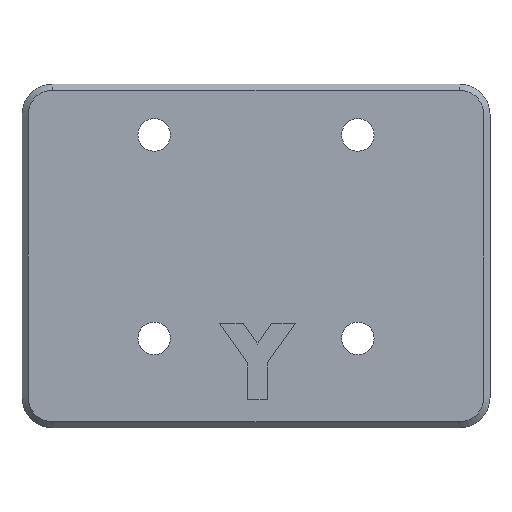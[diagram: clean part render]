
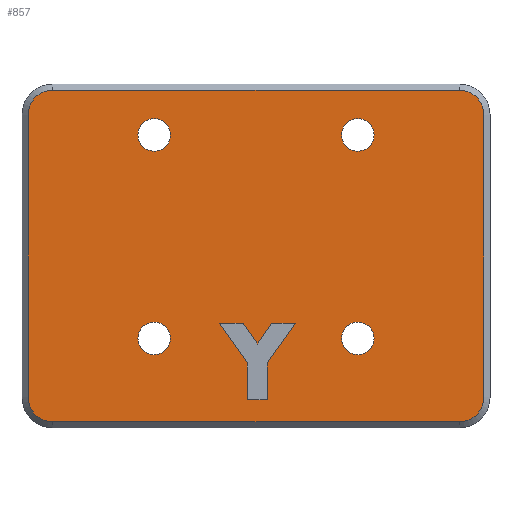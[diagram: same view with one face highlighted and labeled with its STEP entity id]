
A CAD part, front view. The second image highlights one B-rep face of the part: STEP entity #857.
In plain terms, the highlighted planar face has unit normal (0, -1, 0).
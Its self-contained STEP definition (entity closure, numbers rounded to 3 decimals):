
#31=FACE_BOUND('',#180,.T.);
#32=FACE_BOUND('',#181,.T.);
#33=FACE_BOUND('',#182,.T.);
#34=FACE_BOUND('',#183,.T.);
#35=FACE_BOUND('',#184,.T.);
#61=CIRCLE('',#934,2.4);
#63=CIRCLE('',#938,2.4);
#65=CIRCLE('',#942,2.4);
#67=CIRCLE('',#946,2.4);
#70=CIRCLE('',#954,1.6);
#71=CIRCLE('',#955,1.6);
#72=CIRCLE('',#956,1.6);
#73=CIRCLE('',#957,1.6);
#123=FACE_OUTER_BOUND('',#179,.T.);
#179=EDGE_LOOP('',(#705,#706,#707,#708,#709,#710,#711,#712));
#180=EDGE_LOOP('',(#713,#714,#715,#716,#717,#718,#719,#720,#721));
#181=EDGE_LOOP('',(#722));
#182=EDGE_LOOP('',(#723));
#183=EDGE_LOOP('',(#724));
#184=EDGE_LOOP('',(#725));
#209=LINE('',#1253,#288);
#213=LINE('',#1261,#292);
#216=LINE('',#1267,#295);
#219=LINE('',#1273,#298);
#222=LINE('',#1279,#301);
#225=LINE('',#1285,#304);
#228=LINE('',#1291,#307);
#231=LINE('',#1297,#310);
#234=LINE('',#1302,#313);
#249=LINE('',#1375,#328);
#254=LINE('',#1389,#333);
#259=LINE('',#1402,#338);
#262=LINE('',#1413,#341);
#288=VECTOR('',#988,10.);
#292=VECTOR('',#994,10.);
#295=VECTOR('',#999,10.);
#298=VECTOR('',#1004,10.);
#301=VECTOR('',#1009,10.);
#304=VECTOR('',#1014,10.);
#307=VECTOR('',#1019,10.);
#310=VECTOR('',#1024,10.);
#313=VECTOR('',#1029,10.);
#328=VECTOR('',#1106,10.);
#333=VECTOR('',#1119,10.);
#338=VECTOR('',#1132,10.);
#341=VECTOR('',#1143,10.);
#367=VERTEX_POINT('',#1251);
#368=VERTEX_POINT('',#1252);
#371=VERTEX_POINT('',#1260);
#373=VERTEX_POINT('',#1266);
#375=VERTEX_POINT('',#1272);
#377=VERTEX_POINT('',#1278);
#379=VERTEX_POINT('',#1284);
#381=VERTEX_POINT('',#1290);
#383=VERTEX_POINT('',#1296);
#410=VERTEX_POINT('',#1372);
#411=VERTEX_POINT('',#1374);
#414=VERTEX_POINT('',#1382);
#416=VERTEX_POINT('',#1387);
#418=VERTEX_POINT('',#1394);
#420=VERTEX_POINT('',#1400);
#422=VERTEX_POINT('',#1406);
#424=VERTEX_POINT('',#1411);
#430=VERTEX_POINT('',#1437);
#431=VERTEX_POINT('',#1439);
#432=VERTEX_POINT('',#1441);
#433=VERTEX_POINT('',#1443);
#441=EDGE_CURVE('',#367,#368,#209,.T.);
#445=EDGE_CURVE('',#371,#367,#213,.T.);
#448=EDGE_CURVE('',#373,#371,#216,.T.);
#451=EDGE_CURVE('',#375,#373,#219,.T.);
#454=EDGE_CURVE('',#377,#375,#222,.T.);
#457=EDGE_CURVE('',#379,#377,#225,.T.);
#460=EDGE_CURVE('',#381,#379,#228,.T.);
#463=EDGE_CURVE('',#383,#381,#231,.T.);
#466=EDGE_CURVE('',#368,#383,#234,.T.);
#501=EDGE_CURVE('',#410,#411,#249,.T.);
#506=EDGE_CURVE('',#414,#410,#61,.T.);
#508=EDGE_CURVE('',#416,#414,#254,.T.);
#512=EDGE_CURVE('',#418,#416,#63,.T.);
#515=EDGE_CURVE('',#420,#418,#259,.T.);
#518=EDGE_CURVE('',#422,#420,#65,.T.);
#520=EDGE_CURVE('',#424,#422,#262,.T.);
#523=EDGE_CURVE('',#411,#424,#67,.T.);
#533=EDGE_CURVE('',#430,#430,#70,.T.);
#534=EDGE_CURVE('',#431,#431,#71,.T.);
#535=EDGE_CURVE('',#432,#432,#72,.T.);
#536=EDGE_CURVE('',#433,#433,#73,.T.);
#705=ORIENTED_EDGE('',*,*,#501,.F.);
#706=ORIENTED_EDGE('',*,*,#506,.F.);
#707=ORIENTED_EDGE('',*,*,#508,.F.);
#708=ORIENTED_EDGE('',*,*,#512,.F.);
#709=ORIENTED_EDGE('',*,*,#515,.F.);
#710=ORIENTED_EDGE('',*,*,#518,.F.);
#711=ORIENTED_EDGE('',*,*,#520,.F.);
#712=ORIENTED_EDGE('',*,*,#523,.F.);
#713=ORIENTED_EDGE('',*,*,#441,.T.);
#714=ORIENTED_EDGE('',*,*,#466,.T.);
#715=ORIENTED_EDGE('',*,*,#463,.T.);
#716=ORIENTED_EDGE('',*,*,#460,.T.);
#717=ORIENTED_EDGE('',*,*,#457,.T.);
#718=ORIENTED_EDGE('',*,*,#454,.T.);
#719=ORIENTED_EDGE('',*,*,#451,.T.);
#720=ORIENTED_EDGE('',*,*,#448,.T.);
#721=ORIENTED_EDGE('',*,*,#445,.T.);
#722=ORIENTED_EDGE('',*,*,#533,.T.);
#723=ORIENTED_EDGE('',*,*,#534,.T.);
#724=ORIENTED_EDGE('',*,*,#535,.T.);
#725=ORIENTED_EDGE('',*,*,#536,.T.);
#815=PLANE('',#953);
#857=ADVANCED_FACE('',(#123,#31,#32,#33,#34,#35),#815,.F.);
#934=AXIS2_PLACEMENT_3D('',#1384,#1114,#1115);
#938=AXIS2_PLACEMENT_3D('',#1396,#1126,#1127);
#942=AXIS2_PLACEMENT_3D('',#1408,#1138,#1139);
#946=AXIS2_PLACEMENT_3D('',#1417,#1149,#1150);
#953=AXIS2_PLACEMENT_3D('',#1436,#1170,#1171);
#954=AXIS2_PLACEMENT_3D('',#1438,#1172,#1173);
#955=AXIS2_PLACEMENT_3D('',#1440,#1174,#1175);
#956=AXIS2_PLACEMENT_3D('',#1442,#1176,#1177);
#957=AXIS2_PLACEMENT_3D('',#1444,#1178,#1179);
#988=DIRECTION('',(-1.,0.,0.));
#994=DIRECTION('',(0.,0.,-1.));
#999=DIRECTION('',(-0.576,0.,-0.818));
#1004=DIRECTION('',(1.,0.,0.));
#1009=DIRECTION('',(0.559,0.,0.829));
#1014=DIRECTION('',(0.562,0.,-0.827));
#1019=DIRECTION('',(1.,0.,0.));
#1024=DIRECTION('',(-0.574,0.,0.819));
#1029=DIRECTION('',(0.,0.,1.));
#1106=DIRECTION('',(0.,0.,1.));
#1114=DIRECTION('center_axis',(0.,1.,0.));
#1115=DIRECTION('ref_axis',(-0.707,0.,-0.707));
#1119=DIRECTION('',(-1.,0.,0.));
#1126=DIRECTION('center_axis',(0.,1.,0.));
#1127=DIRECTION('ref_axis',(0.707,0.,-0.707));
#1132=DIRECTION('',(0.,0.,-1.));
#1138=DIRECTION('center_axis',(0.,1.,0.));
#1139=DIRECTION('ref_axis',(0.707,0.,0.707));
#1143=DIRECTION('',(1.,0.,0.));
#1149=DIRECTION('center_axis',(0.,1.,0.));
#1150=DIRECTION('ref_axis',(-0.707,0.,0.707));
#1170=DIRECTION('center_axis',(0.,1.,0.));
#1171=DIRECTION('ref_axis',(-1.,0.,0.));
#1172=DIRECTION('center_axis',(0.,1.,0.));
#1173=DIRECTION('ref_axis',(0.,0.,1.));
#1174=DIRECTION('center_axis',(0.,1.,0.));
#1175=DIRECTION('ref_axis',(0.,0.,1.));
#1176=DIRECTION('center_axis',(0.,1.,0.));
#1177=DIRECTION('ref_axis',(0.,0.,1.));
#1178=DIRECTION('center_axis',(0.,1.,0.));
#1179=DIRECTION('ref_axis',(0.,0.,1.));
#1251=CARTESIAN_POINT('',(1.117,52.3,-16.03));
#1252=CARTESIAN_POINT('',(-0.843,52.3,-16.03));
#1253=CARTESIAN_POINT('',(0.558,52.3,-16.03));
#1260=CARTESIAN_POINT('',(1.117,52.3,-12.41));
#1261=CARTESIAN_POINT('',(1.117,52.3,-1.705));
#1266=CARTESIAN_POINT('',(3.877,52.3,-8.49));
#1267=CARTESIAN_POINT('',(7.351,52.3,-3.556));
#1272=CARTESIAN_POINT('',(1.537,52.3,-8.49));
#1273=CARTESIAN_POINT('',(0.768,52.3,-8.49));
#1278=CARTESIAN_POINT('',(0.147,52.3,-10.55));
#1279=CARTESIAN_POINT('',(4.656,52.3,-3.867));
#1284=CARTESIAN_POINT('',(-1.253,52.3,-8.49));
#1285=CARTESIAN_POINT('',(-5.121,52.3,-2.799));
#1290=CARTESIAN_POINT('',(-3.593,52.3,-8.49));
#1291=CARTESIAN_POINT('',(-1.797,52.3,-8.49));
#1296=CARTESIAN_POINT('',(-0.843,52.3,-12.41));
#1297=CARTESIAN_POINT('',(-5.737,52.3,-5.434));
#1302=CARTESIAN_POINT('',(-0.843,52.3,-3.515));
#1372=CARTESIAN_POINT('',(-22.4,52.3,-15.8));
#1374=CARTESIAN_POINT('',(-22.4,52.3,12.));
#1375=CARTESIAN_POINT('',(-22.4,52.3,-4.9));
#1382=CARTESIAN_POINT('',(-20.,52.3,-18.2));
#1384=CARTESIAN_POINT('Origin',(-20.,52.3,-15.8));
#1387=CARTESIAN_POINT('',(20.,52.3,-18.2));
#1389=CARTESIAN_POINT('',(11.5,52.3,-18.2));
#1394=CARTESIAN_POINT('',(22.4,52.3,-15.8));
#1396=CARTESIAN_POINT('Origin',(20.,52.3,-15.8));
#1400=CARTESIAN_POINT('',(22.4,52.3,12.));
#1402=CARTESIAN_POINT('',(22.4,52.3,12.));
#1406=CARTESIAN_POINT('',(20.,52.3,14.4));
#1408=CARTESIAN_POINT('Origin',(20.,52.3,12.));
#1411=CARTESIAN_POINT('',(-20.,52.3,14.4));
#1413=CARTESIAN_POINT('',(-11.5,52.3,14.4));
#1417=CARTESIAN_POINT('Origin',(-20.,52.3,12.));
#1436=CARTESIAN_POINT('Origin',(0.,52.3,9.));
#1437=CARTESIAN_POINT('',(-10.,52.3,8.4));
#1438=CARTESIAN_POINT('Origin',(-10.,52.3,10.));
#1439=CARTESIAN_POINT('',(10.,52.3,-11.6));
#1440=CARTESIAN_POINT('Origin',(10.,52.3,-10.));
#1441=CARTESIAN_POINT('',(-10.,52.3,-11.6));
#1442=CARTESIAN_POINT('Origin',(-10.,52.3,-10.));
#1443=CARTESIAN_POINT('',(10.,52.3,8.4));
#1444=CARTESIAN_POINT('Origin',(10.,52.3,10.));
